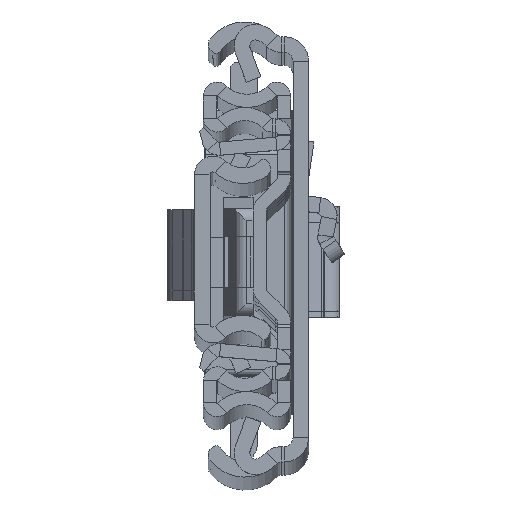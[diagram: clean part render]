
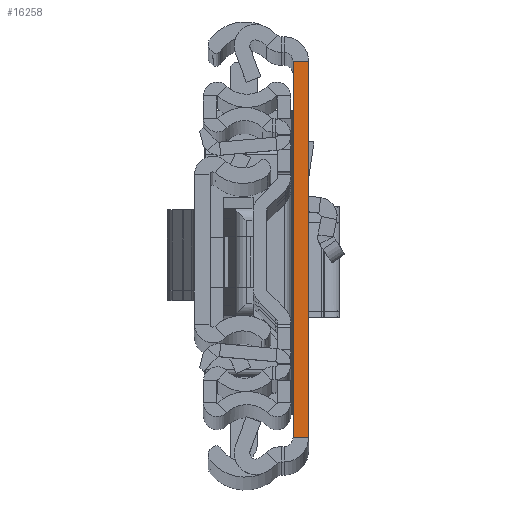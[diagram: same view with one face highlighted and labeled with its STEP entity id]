
A CAD part, top view. The second image highlights one B-rep face of the part: STEP entity #16258.
In plain terms, the highlighted planar face has unit normal (0, 0, 1).
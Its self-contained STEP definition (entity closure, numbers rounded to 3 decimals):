
#206 = LINE ( 'NONE', #7496, #10072 ) ;
#422 = VERTEX_POINT ( 'NONE', #15969 ) ;
#516 = EDGE_CURVE ( 'NONE', #15777, #5965, #206, .T. ) ;
#2738 = PLANE ( 'NONE',  #8002 ) ;
#3356 = CARTESIAN_POINT ( 'NONE',  ( 2.6, 31.5, 0. ) ) ;
#3544 = LINE ( 'NONE', #3356, #8955 ) ;
#4689 = CARTESIAN_POINT ( 'NONE',  ( 2.6, -31.5, 0. ) ) ;
#5027 = DIRECTION ( 'NONE',  ( 1., 0., 0. ) ) ;
#5890 = CARTESIAN_POINT ( 'NONE',  ( 2.6, 31.5, 0. ) ) ;
#5923 = DIRECTION ( 'NONE',  ( 0., 1., 0. ) ) ;
#5965 = VERTEX_POINT ( 'NONE', #5890 ) ;
#6920 = EDGE_CURVE ( 'NONE', #422, #9556, #7801, .T. ) ;
#7196 = EDGE_CURVE ( 'NONE', #422, #15777, #12394, .T. ) ;
#7262 = DIRECTION ( 'NONE',  ( 0., 1., 0. ) ) ;
#7496 = CARTESIAN_POINT ( 'NONE',  ( 2.6, -31.5, 0. ) ) ;
#7801 = LINE ( 'NONE', #17617, #14556 ) ;
#8002 = AXIS2_PLACEMENT_3D ( 'NONE', #8748, #14755, #7262 ) ;
#8566 = EDGE_LOOP ( 'NONE', ( #16674, #19022, #12563, #11304 ) ) ;
#8748 = CARTESIAN_POINT ( 'NONE',  ( 2.6, -31.5, 0. ) ) ;
#8955 = VECTOR ( 'NONE', #5027, 1000. ) ;
#9556 = VERTEX_POINT ( 'NONE', #10210 ) ;
#10072 = VECTOR ( 'NONE', #5923, 1000. ) ;
#10160 = EDGE_CURVE ( 'NONE', #9556, #5965, #3544, .T. ) ;
#10210 = CARTESIAN_POINT ( 'NONE',  ( 0., 31.5, 0. ) ) ;
#11304 = ORIENTED_EDGE ( 'NONE', *, *, #516, .T. ) ;
#12394 = LINE ( 'NONE', #4689, #14248 ) ;
#12563 = ORIENTED_EDGE ( 'NONE', *, *, #7196, .T. ) ;
#13193 = DIRECTION ( 'NONE',  ( 0., 1., 0. ) ) ;
#14248 = VECTOR ( 'NONE', #17109, 1000. ) ;
#14556 = VECTOR ( 'NONE', #13193, 1000. ) ;
#14755 = DIRECTION ( 'NONE',  ( 0., 0., -1. ) ) ;
#15777 = VERTEX_POINT ( 'NONE', #16440 ) ;
#15969 = CARTESIAN_POINT ( 'NONE',  ( 0., -31.5, 0. ) ) ;
#16232 = FACE_OUTER_BOUND ( 'NONE', #8566, .T. ) ;
#16258 = ADVANCED_FACE ( 'NONE', ( #16232 ), #2738, .F. ) ;
#16440 = CARTESIAN_POINT ( 'NONE',  ( 2.6, -31.5, 0. ) ) ;
#16674 = ORIENTED_EDGE ( 'NONE', *, *, #10160, .F. ) ;
#17109 = DIRECTION ( 'NONE',  ( 1., 0., 0. ) ) ;
#17617 = CARTESIAN_POINT ( 'NONE',  ( 0., -31.5, 0. ) ) ;
#19022 = ORIENTED_EDGE ( 'NONE', *, *, #6920, .F. ) ;
